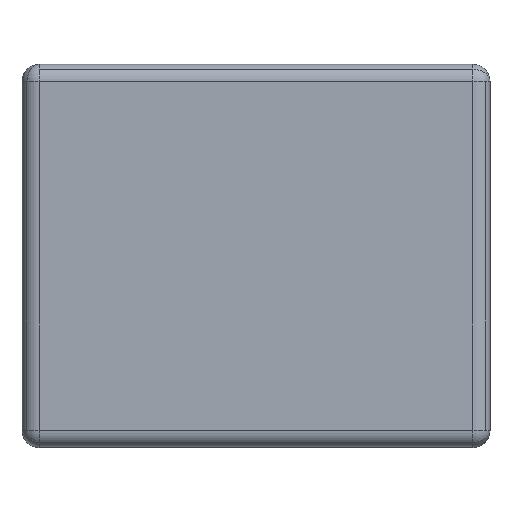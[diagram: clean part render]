
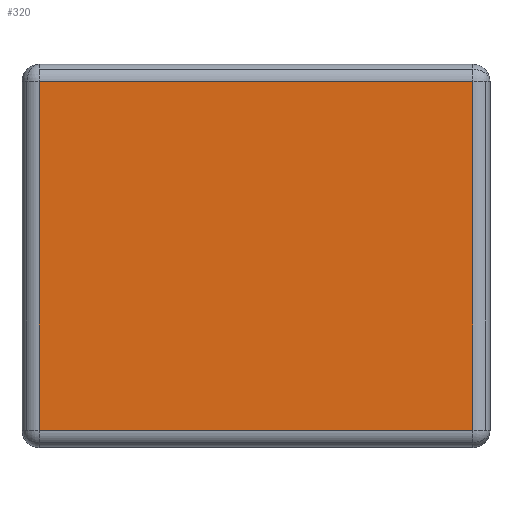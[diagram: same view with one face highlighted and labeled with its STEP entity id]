
A CAD part, top view. The second image highlights one B-rep face of the part: STEP entity #320.
In plain terms, the highlighted planar face has unit normal (0, 0, 1).
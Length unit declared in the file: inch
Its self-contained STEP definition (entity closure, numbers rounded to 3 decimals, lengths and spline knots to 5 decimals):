
#320=ADVANCED_FACE('',(#579),#580,.T.);
#579=FACE_OUTER_BOUND('',#846,.T.);
#580=PLANE('',#847);
#846=EDGE_LOOP('',(#1333,#1334,#1335,#1336));
#847=AXIS2_PLACEMENT_3D('',#1337,#1338,#1339);
#1333=ORIENTED_EDGE('',*,*,#1409,.F.);
#1334=ORIENTED_EDGE('',*,*,#1400,.F.);
#1335=ORIENTED_EDGE('',*,*,#1551,.F.);
#1336=ORIENTED_EDGE('',*,*,#1405,.F.);
#1337=CARTESIAN_POINT('',(0.0,0.0,0.82677));
#1338=DIRECTION('',(0.0,0.0,1.0));
#1339=DIRECTION('',(1.0,0.0,0.0));
#1400=EDGE_CURVE('',#1595,#1605,#1606,.T.);
#1405=EDGE_CURVE('',#1612,#1614,#1615,.T.);
#1409=EDGE_CURVE('',#1605,#1612,#1619,.T.);
#1551=EDGE_CURVE('',#1614,#1595,#1808,.T.);
#1595=VERTEX_POINT('',#1860);
#1605=VERTEX_POINT('',#1870);
#1606=LINE('',#1871,#1872);
#1612=VERTEX_POINT('',#1879);
#1614=VERTEX_POINT('',#1881);
#1615=LINE('',#1882,#1883);
#1619=LINE('',#1887,#1888);
#1808=LINE('',#2118,#2119);
#1860=CARTESIAN_POINT('',(-1.00394,0.80709,0.82677));
#1870=CARTESIAN_POINT('',(1.00394,0.80709,0.82677));
#1871=CARTESIAN_POINT('',(0.0,0.80709,0.82677));
#1872=VECTOR('',#2174,1.0);
#1879=CARTESIAN_POINT('',(1.00394,-0.80709,0.82677));
#1881=CARTESIAN_POINT('',(-1.00394,-0.80709,0.82677));
#1882=CARTESIAN_POINT('',(0.0,-0.80709,0.82677));
#1883=VECTOR('',#2182,1.0);
#1887=CARTESIAN_POINT('',(1.00394,0.0,0.82677));
#1888=VECTOR('',#2189,1.0);
#2118=CARTESIAN_POINT('',(-1.00394,0.0,0.82677));
#2119=VECTOR('',#2369,1.0);
#2174=DIRECTION('',(1.0,0.0,0.0));
#2182=DIRECTION('',(-1.0,0.0,0.0));
#2189=DIRECTION('',(0.0,-1.0,0.0));
#2369=DIRECTION('',(0.0,1.0,0.0));
